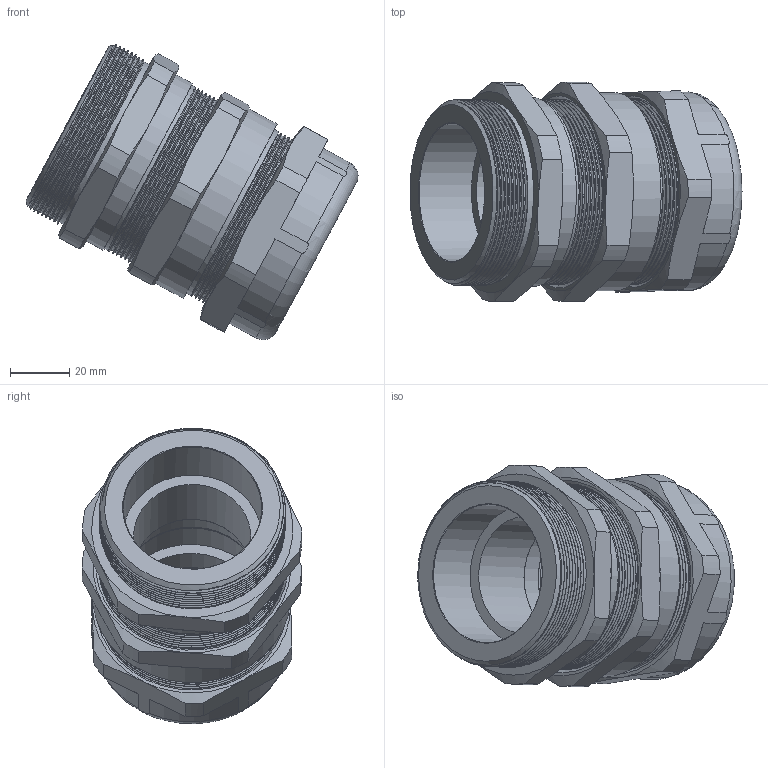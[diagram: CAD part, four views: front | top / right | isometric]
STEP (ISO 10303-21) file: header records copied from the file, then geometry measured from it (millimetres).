
FILE_DESCRIPTION(/* description */ ('RAD Ex M 50x1,5'),/* implementation_level */ '2;1');
FILE_NAME(/* name */ 'RAD50KNP-RST.stp',/* time_stamp */ '2022-07-28T11:43:56+02:00',/* author */ ('sl'),/* organization */ (''),/* preprocessor_version */ 'ST-DEVELOPER v16.5',/* originating_system */ 'Autodesk Inventor 2017',/* authorisation */ '');
FILE_SCHEMA (('AUTOMOTIVE_DESIGN { 1 0 10303 214 3 1 1 }'));
Length unit declared in the file: millimetre
Products named in the file (9): RAD50KNP; RAD63KNP; RAD63KNP_1; RAD63KNP_2; RAD63KNP_3; RAD63KNP_4; RAD63KNP_5; RAD63KNP_6; RAD63KNP_7
Assembly tree (8 placements, depth 2):
  RAD50KNP
    RAD63KNP
    RAD63KNP_1
    RAD63KNP_2
    RAD63KNP_3
    RAD63KNP_4
    RAD63KNP_5
    RAD63KNP_6
    RAD63KNP_7
Bounding box: 112.11 x 74.15 x 99.72 mm (x, y, z)
Volume: 147123.7 mm3; surface area: 86126.5 mm2
Topology: 8 solids, 8 shells, 217 faces, 523 edges, 332 vertices
Faces by surface type: cylinder 94, plane 55, cone 48, bspline 10, torus 10
Full cylindrical faces by diameter (mm): 39.55 x1, 46.8 x1, 46.86 x1, 47.29 x1, 50.6 x1, 53.65 x1, 53.88 x1, 55.47 x1, 57.46 x1, 57.55 x1, 57.95 x1, 58 x1, 59.47 x2, 60 x1, 61.22 x9, 61.328 x8, 61.5 x10, 62.72 x9, 62.91 x8, 63.98 x1, 67 x1
Entity records: 13440 total; most frequent: CARTESIAN_POINT 9702, DIRECTION 754, ORIENTED_EDGE 664, AXIS2_PLACEMENT_3D 347, EDGE_CURVE 332, EDGE_LOOP 250, VERTEX_POINT 234, FACE_OUTER_BOUND 174
